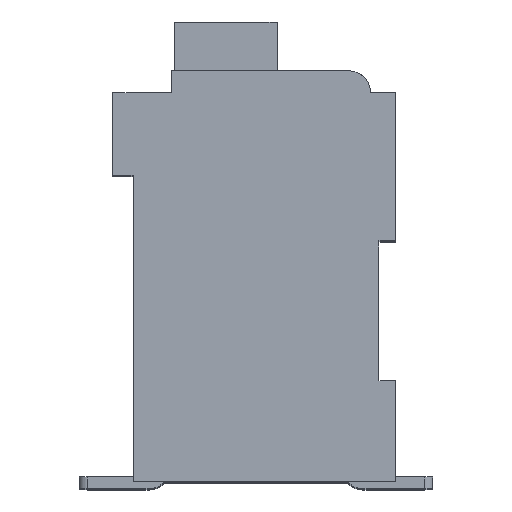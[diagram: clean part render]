
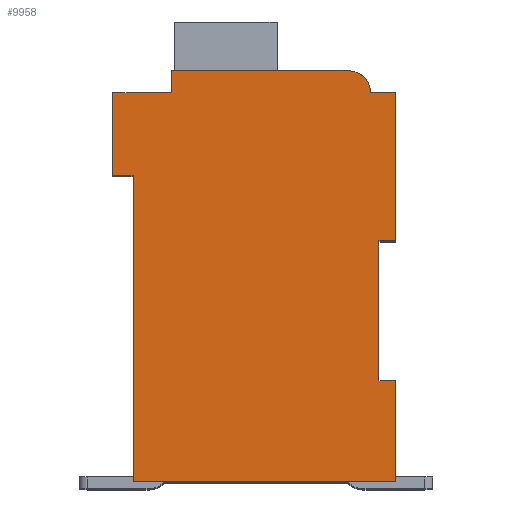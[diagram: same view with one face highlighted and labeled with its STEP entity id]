
A CAD part, top view. The second image highlights one B-rep face of the part: STEP entity #9958.
In plain terms, the highlighted planar face has unit normal (0, 0, 1).
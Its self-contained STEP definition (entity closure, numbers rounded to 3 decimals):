
#1154=DIRECTION('',(1.,0.,0.));
#1155=VECTOR('',#1154,0.5);
#1156=CARTESIAN_POINT('',(7.3,7.15,2.1));
#1157=LINE('',#1156,#1155);
#1158=DIRECTION('',(0.,1.,0.));
#1159=VECTOR('',#1158,4.15);
#1160=CARTESIAN_POINT('',(7.3,3.,2.1));
#1161=LINE('',#1160,#1159);
#1162=DIRECTION('',(-1.,0.,0.));
#1163=VECTOR('',#1162,0.5);
#1164=CARTESIAN_POINT('',(7.8,3.,2.1));
#1165=LINE('',#1164,#1163);
#1166=DIRECTION('',(0.,1.,0.));
#1167=VECTOR('',#1166,3.);
#1168=CARTESIAN_POINT('',(7.8,0.,2.1));
#1169=LINE('',#1168,#1167);
#1170=DIRECTION('',(1.,0.,0.));
#1171=VECTOR('',#1170,7.8);
#1172=CARTESIAN_POINT('',(0.,0.,2.1));
#1173=LINE('',#1172,#1171);
#1174=DIRECTION('',(0.,-1.,0.));
#1175=VECTOR('',#1174,9.1);
#1176=CARTESIAN_POINT('',(0.,9.1,2.1));
#1177=LINE('',#1176,#1175);
#1178=DIRECTION('',(1.,0.,0.));
#1179=VECTOR('',#1178,0.6);
#1180=CARTESIAN_POINT('',(-0.6,9.1,2.1));
#1181=LINE('',#1180,#1179);
#1182=DIRECTION('',(0.,-1.,0.));
#1183=VECTOR('',#1182,2.45);
#1184=CARTESIAN_POINT('',(-0.6,11.55,2.1));
#1185=LINE('',#1184,#1183);
#1186=DIRECTION('',(-1.,0.,0.));
#1187=VECTOR('',#1186,1.75);
#1188=CARTESIAN_POINT('',(1.15,11.55,2.1));
#1189=LINE('',#1188,#1187);
#1190=DIRECTION('',(0.,-1.,0.));
#1191=VECTOR('',#1190,0.65);
#1192=CARTESIAN_POINT('',(1.15,12.2,2.1));
#1193=LINE('',#1192,#1191);
#1194=DIRECTION('',(-1.,0.,0.));
#1195=VECTOR('',#1194,5.25);
#1196=CARTESIAN_POINT('',(6.4,12.2,2.1));
#1197=LINE('',#1196,#1195);
#1198=CARTESIAN_POINT('',(6.4,11.55,2.1));
#1199=DIRECTION('',(0.,0.,1.));
#1200=DIRECTION('',(1.,0.,0.));
#1201=AXIS2_PLACEMENT_3D('',#1198,#1199,#1200);
#1203=DIRECTION('',(-1.,0.,0.));
#1204=VECTOR('',#1203,0.75);
#1205=CARTESIAN_POINT('',(7.8,11.55,2.1));
#1206=LINE('',#1205,#1204);
#1207=DIRECTION('',(0.,1.,0.));
#1208=VECTOR('',#1207,4.4);
#1209=CARTESIAN_POINT('',(7.8,7.15,2.1));
#1210=LINE('',#1209,#1208);
#6714=CARTESIAN_POINT('',(7.3,7.15,2.1));
#6715=CARTESIAN_POINT('',(7.8,7.15,2.1));
#6716=VERTEX_POINT('',#6714);
#6717=VERTEX_POINT('',#6715);
#6718=CARTESIAN_POINT('',(7.8,11.55,2.1));
#6719=VERTEX_POINT('',#6718);
#6720=CARTESIAN_POINT('',(7.05,11.55,2.1));
#6721=VERTEX_POINT('',#6720);
#6722=CARTESIAN_POINT('',(6.4,12.2,2.1));
#6723=VERTEX_POINT('',#6722);
#6724=CARTESIAN_POINT('',(1.15,12.2,2.1));
#6725=VERTEX_POINT('',#6724);
#6726=CARTESIAN_POINT('',(1.15,11.55,2.1));
#6727=VERTEX_POINT('',#6726);
#6728=CARTESIAN_POINT('',(-0.6,11.55,2.1));
#6729=VERTEX_POINT('',#6728);
#6730=CARTESIAN_POINT('',(-0.6,9.1,2.1));
#6731=VERTEX_POINT('',#6730);
#6732=CARTESIAN_POINT('',(0.,9.1,2.1));
#6733=VERTEX_POINT('',#6732);
#6734=CARTESIAN_POINT('',(0.,0.,2.1));
#6735=VERTEX_POINT('',#6734);
#6736=CARTESIAN_POINT('',(7.8,0.,2.1));
#6737=VERTEX_POINT('',#6736);
#6738=CARTESIAN_POINT('',(7.8,3.,2.1));
#6739=VERTEX_POINT('',#6738);
#6740=CARTESIAN_POINT('',(7.3,3.,2.1));
#6741=VERTEX_POINT('',#6740);
#9928=CARTESIAN_POINT('',(0.,0.,2.1));
#9929=DIRECTION('',(0.,0.,1.));
#9930=DIRECTION('',(1.,0.,0.));
#9931=AXIS2_PLACEMENT_3D('',#9928,#9929,#9930);
#9932=PLANE('',#9931);
#9933=ORIENTED_EDGE('',*,*,#8803,.F.);
#9934=ORIENTED_EDGE('',*,*,#9167,.F.);
#9936=ORIENTED_EDGE('',*,*,#9935,.F.);
#9938=ORIENTED_EDGE('',*,*,#9937,.F.);
#9939=ORIENTED_EDGE('',*,*,#9378,.F.);
#9940=ORIENTED_EDGE('',*,*,#9311,.F.);
#9942=ORIENTED_EDGE('',*,*,#9941,.F.);
#9944=ORIENTED_EDGE('',*,*,#9943,.F.);
#9946=ORIENTED_EDGE('',*,*,#9945,.F.);
#9948=ORIENTED_EDGE('',*,*,#9947,.F.);
#9950=ORIENTED_EDGE('',*,*,#9949,.F.);
#9952=ORIENTED_EDGE('',*,*,#9951,.F.);
#9954=ORIENTED_EDGE('',*,*,#9953,.F.);
#9955=ORIENTED_EDGE('',*,*,#9003,.F.);
#9956=EDGE_LOOP('',(#9933,#9934,#9936,#9938,#9939,#9940,#9942,#9944,#9946,#9948,
#9950,#9952,#9954,#9955));
#9957=FACE_OUTER_BOUND('',#9956,.F.);
#1202=CIRCLE('',#1201,0.65);
#8803=EDGE_CURVE('',#6716,#6717,#1157,.T.);
#9003=EDGE_CURVE('',#6717,#6719,#1210,.T.);
#9167=EDGE_CURVE('',#6741,#6716,#1161,.T.);
#9311=EDGE_CURVE('',#6733,#6735,#1177,.T.);
#9378=EDGE_CURVE('',#6735,#6737,#1173,.T.);
#9935=EDGE_CURVE('',#6739,#6741,#1165,.T.);
#9937=EDGE_CURVE('',#6737,#6739,#1169,.T.);
#9941=EDGE_CURVE('',#6731,#6733,#1181,.T.);
#9943=EDGE_CURVE('',#6729,#6731,#1185,.T.);
#9945=EDGE_CURVE('',#6727,#6729,#1189,.T.);
#9947=EDGE_CURVE('',#6725,#6727,#1193,.T.);
#9949=EDGE_CURVE('',#6723,#6725,#1197,.T.);
#9951=EDGE_CURVE('',#6721,#6723,#1202,.T.);
#9953=EDGE_CURVE('',#6719,#6721,#1206,.T.);
#9958=ADVANCED_FACE('',(#9957),#9932,.T.);
